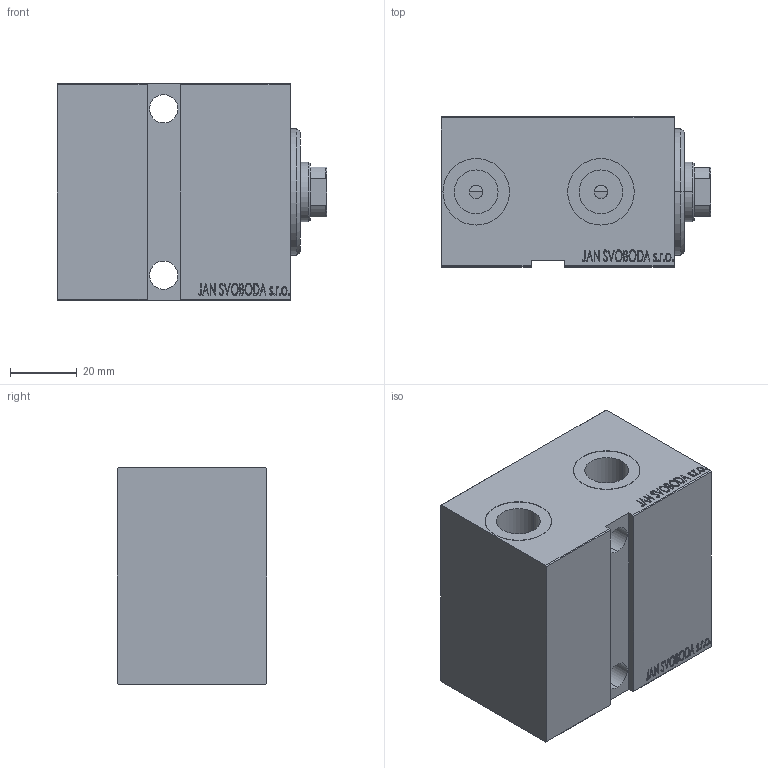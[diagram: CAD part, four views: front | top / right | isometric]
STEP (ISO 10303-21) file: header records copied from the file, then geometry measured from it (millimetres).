
FILE_DESCRIPTION (( 'STEP AP203' ), '1' );
FILE_NAME ('286a.STEP', '2024-02-12T12:54:26', ( '' ), ( '' ), 'SwSTEP 2.0', 'SolidWorks 2019', '' );
FILE_SCHEMA (( 'CONFIG_CONTROL_DESIGN' ));
Length unit declared in the file: millimetre
Products named in the file (4): 286a; V450CM_VC_B 72316961469ee9e093041f392bebaaa7; V450CM_E_Body 72316961469ee9e093041f392bebaaa7; V450CM_E_VCP 72316961469ee9e093041f392bebaaa7
Assembly tree (3 placements, depth 2):
  286a
    V450CM_E_Body 72316961469ee9e093041f392bebaaa7
    V450CM_E_VCP 72316961469ee9e093041f392bebaaa7
    V450CM_VC_B 72316961469ee9e093041f392bebaaa7
Bounding box: 81 x 45 x 65 mm (x, y, z)
Volume: 191469.8 mm3; surface area: 40156.4 mm2
Topology: 3 solids, 3 shells, 846 faces, 2180 edges, 1445 vertices
Faces by surface type: plane 408, bspline 380, cylinder 44, cone 14
Entity records: 42956 total; most frequent: CARTESIAN_POINT 24447, ORIENTED_EDGE 4356, DIRECTION 2450, EDGE_CURVE 2178, VERTEX_POINT 1445, VECTOR 1306, LINE 1306, EDGE_LOOP 963
